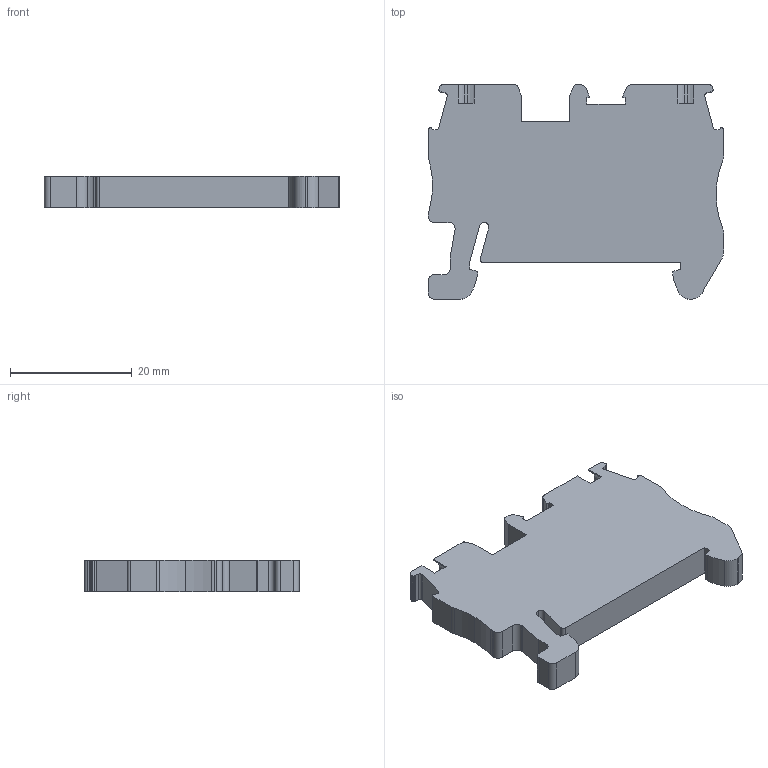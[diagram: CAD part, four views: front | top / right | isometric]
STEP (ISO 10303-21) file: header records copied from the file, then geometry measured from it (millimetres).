
FILE_DESCRIPTION(('SolidDesigner STEP Export'),'2;1');
FILE_NAME('3031225_st25_bu_select.stp','2007-08-08T11:26:45',(''),(''),'OneSpace Designer STEP processor for AP214 (Solid Model)','OneSpace Designer 14.50 18-Oct-2006 (C) CoCreate Software GmbH','');
FILE_SCHEMA(('AUTOMOTIVE_DESIGN { 1 0 10303 214 1 1 1 1 }'));
Length unit declared in the file: millimetre
Products named in the file (2): 3031225_st25_bu_select
Assembly tree (1 placements, depth 2):
  3031225_st25_bu_select
    3031225_st25_bu_select
Bounding box: 48.6 x 35.25 x 5.15 mm (x, y, z)
Volume: 6582.5 mm3; surface area: 4027.8 mm2
Topology: 1 solids, 1 shells, 143 faces, 417 edges, 278 vertices
Faces by surface type: plane 80, cylinder 63
Entity records: 5629 total; most frequent: ORIENTED_EDGE 834, CARTESIAN_POINT 779, DIRECTION 715, EDGE_CURVE 417, VECTOR 287, LINE 287, VERTEX_POINT 278, AXIS2_PLACEMENT_3D 214
